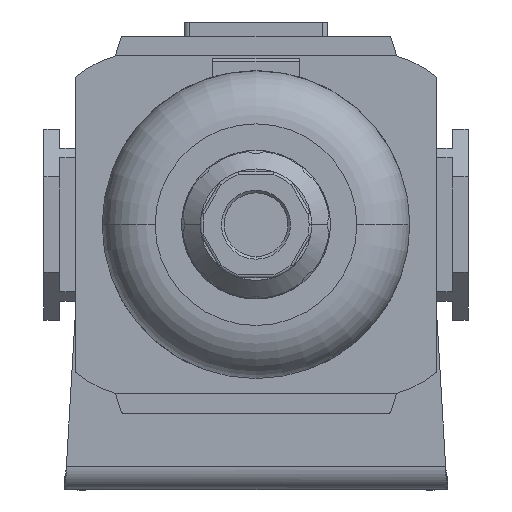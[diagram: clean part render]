
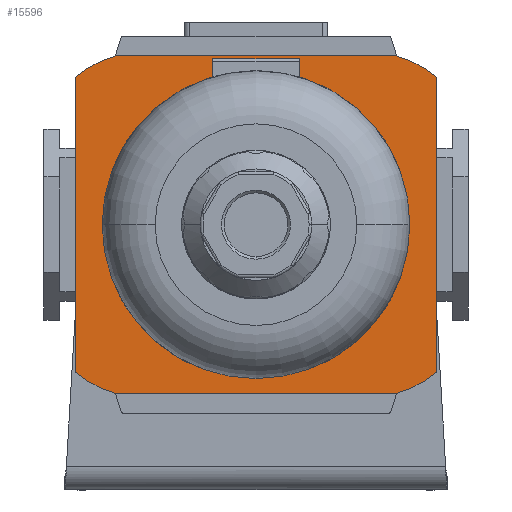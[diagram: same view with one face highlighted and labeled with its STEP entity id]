
A CAD part, front view. The second image highlights one B-rep face of the part: STEP entity #15596.
In plain terms, the highlighted planar face has unit normal (0, -1, 0).
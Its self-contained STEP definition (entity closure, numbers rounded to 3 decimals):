
#142 = EDGE_CURVE ( 'NONE', #5789, #9903, #5446, .T. ) ;
#197 = CARTESIAN_POINT ( 'NONE',  ( -34., -35., -27.8 ) ) ;
#221 = CIRCLE ( 'NONE', #11523, 19.9 ) ;
#254 = DIRECTION ( 'NONE',  ( 0., 1., 0. ) ) ;
#275 = ORIENTED_EDGE ( 'NONE', *, *, #7875, .T. ) ;
#345 = CARTESIAN_POINT ( 'NONE',  ( 21.101, -35., -12.647 ) ) ;
#589 = ORIENTED_EDGE ( 'NONE', *, *, #142, .T. ) ;
#670 = VECTOR ( 'NONE', #9459, 1000. ) ;
#1622 = CARTESIAN_POINT ( 'NONE',  ( -34., -35., 27.8 ) ) ;
#1805 = DIRECTION ( 'NONE',  ( 1., 0., 0. ) ) ;
#2246 = DIRECTION ( 'NONE',  ( 0., 1., 0. ) ) ;
#3050 = DIRECTION ( 'NONE',  ( -1., 0., 0. ) ) ;
#3130 = CARTESIAN_POINT ( 'NONE',  ( -21.101, -35., 12.647 ) ) ;
#3267 = ORIENTED_EDGE ( 'NONE', *, *, #3997, .F. ) ;
#3997 = EDGE_CURVE ( 'NONE', #18023, #17727, #16137, .T. ) ;
#4038 = CARTESIAN_POINT ( 'NONE',  ( 34., -35., 35.5 ) ) ;
#4590 = DIRECTION ( 'NONE',  ( -1., 0., 0. ) ) ;
#5279 = ORIENTED_EDGE ( 'NONE', *, *, #8897, .F. ) ;
#5284 = DIRECTION ( 'NONE',  ( 0., 1., 0. ) ) ;
#5446 = LINE ( 'NONE', #13845, #670 ) ;
#5609 = FACE_OUTER_BOUND ( 'NONE', #15709, .T. ) ;
#5789 = VERTEX_POINT ( 'NONE', #15035 ) ;
#5965 = CARTESIAN_POINT ( 'NONE',  ( 34., -35., 31.8 ) ) ;
#6014 = CARTESIAN_POINT ( 'NONE',  ( 34., -35., 35.5 ) ) ;
#6329 = CARTESIAN_POINT ( 'NONE',  ( -26.501, -35., 31.8 ) ) ;
#6440 = VERTEX_POINT ( 'NONE', #13684 ) ;
#7202 = VECTOR ( 'NONE', #3050, 1000. ) ;
#7417 = CIRCLE ( 'NONE', #13691, 19.9 ) ;
#7618 = AXIS2_PLACEMENT_3D ( 'NONE', #6014, #254, #10391 ) ;
#7875 = EDGE_CURVE ( 'NONE', #14652, #17018, #221, .T. ) ;
#8649 = ORIENTED_EDGE ( 'NONE', *, *, #14188, .F. ) ;
#8897 = EDGE_CURVE ( 'NONE', #6440, #18023, #14696, .T. ) ;
#8936 = PLANE ( 'NONE',  #7618 ) ;
#9459 = DIRECTION ( 'NONE',  ( 1., 0., 0. ) ) ;
#9903 = VERTEX_POINT ( 'NONE', #12269 ) ;
#10391 = DIRECTION ( 'NONE',  ( -1., 0., 0. ) ) ;
#10489 = DIRECTION ( 'NONE',  ( 0., -1., 0. ) ) ;
#10926 = CARTESIAN_POINT ( 'NONE',  ( -21.101, -35., -12.647 ) ) ;
#11523 = AXIS2_PLACEMENT_3D ( 'NONE', #3130, #13263, #4590 ) ;
#11525 = CIRCLE ( 'NONE', #17500, 19.9 ) ;
#11651 = CARTESIAN_POINT ( 'NONE',  ( 34., -35., -27.8 ) ) ;
#11888 = VECTOR ( 'NONE', #13730, 1000. ) ;
#11912 = ORIENTED_EDGE ( 'NONE', *, *, #17068, .T. ) ;
#12218 = EDGE_CURVE ( 'NONE', #17018, #14505, #16218, .T. ) ;
#12264 = CARTESIAN_POINT ( 'NONE',  ( -34., -35., 35.5 ) ) ;
#12269 = CARTESIAN_POINT ( 'NONE',  ( 26.501, -35., -31.8 ) ) ;
#12373 = DIRECTION ( 'NONE',  ( -1., 0., 0. ) ) ;
#12990 = AXIS2_PLACEMENT_3D ( 'NONE', #13961, #5284, #15435 ) ;
#13263 = DIRECTION ( 'NONE',  ( 0., -1., 0. ) ) ;
#13684 = CARTESIAN_POINT ( 'NONE',  ( 26.501, -35., 31.8 ) ) ;
#13691 = AXIS2_PLACEMENT_3D ( 'NONE', #10926, #2246, #12373 ) ;
#13730 = DIRECTION ( 'NONE',  ( 0., 0., -1. ) ) ;
#13845 = CARTESIAN_POINT ( 'NONE',  ( 34., -35., -31.8 ) ) ;
#13929 = EDGE_CURVE ( 'NONE', #6440, #14652, #14921, .T. ) ;
#13939 = CARTESIAN_POINT ( 'NONE',  ( 34., -35., 27.8 ) ) ;
#13961 = CARTESIAN_POINT ( 'NONE',  ( 21.101, -35., 12.647 ) ) ;
#14188 = EDGE_CURVE ( 'NONE', #5789, #14505, #7417, .T. ) ;
#14505 = VERTEX_POINT ( 'NONE', #197 ) ;
#14652 = VERTEX_POINT ( 'NONE', #6329 ) ;
#14696 = CIRCLE ( 'NONE', #12990, 19.9 ) ;
#14921 = LINE ( 'NONE', #5965, #7202 ) ;
#15035 = CARTESIAN_POINT ( 'NONE',  ( -26.501, -35., -31.8 ) ) ;
#15226 = ORIENTED_EDGE ( 'NONE', *, *, #12218, .T. ) ;
#15435 = DIRECTION ( 'NONE',  ( 1., 0., 0. ) ) ;
#15596 = ADVANCED_FACE ( 'NONE', ( #5609 ), #8936, .F. ) ;
#15692 = VECTOR ( 'NONE', #17231, 1000. ) ;
#15709 = EDGE_LOOP ( 'NONE', ( #8649, #589, #11912, #3267, #5279, #18330, #275, #15226 ) ) ;
#16137 = LINE ( 'NONE', #4038, #15692 ) ;
#16218 = LINE ( 'NONE', #12264, #11888 ) ;
#17018 = VERTEX_POINT ( 'NONE', #1622 ) ;
#17068 = EDGE_CURVE ( 'NONE', #9903, #17727, #11525, .T. ) ;
#17231 = DIRECTION ( 'NONE',  ( 0., 0., -1. ) ) ;
#17500 = AXIS2_PLACEMENT_3D ( 'NONE', #345, #10489, #1805 ) ;
#17727 = VERTEX_POINT ( 'NONE', #11651 ) ;
#18023 = VERTEX_POINT ( 'NONE', #13939 ) ;
#18330 = ORIENTED_EDGE ( 'NONE', *, *, #13929, .T. ) ;
